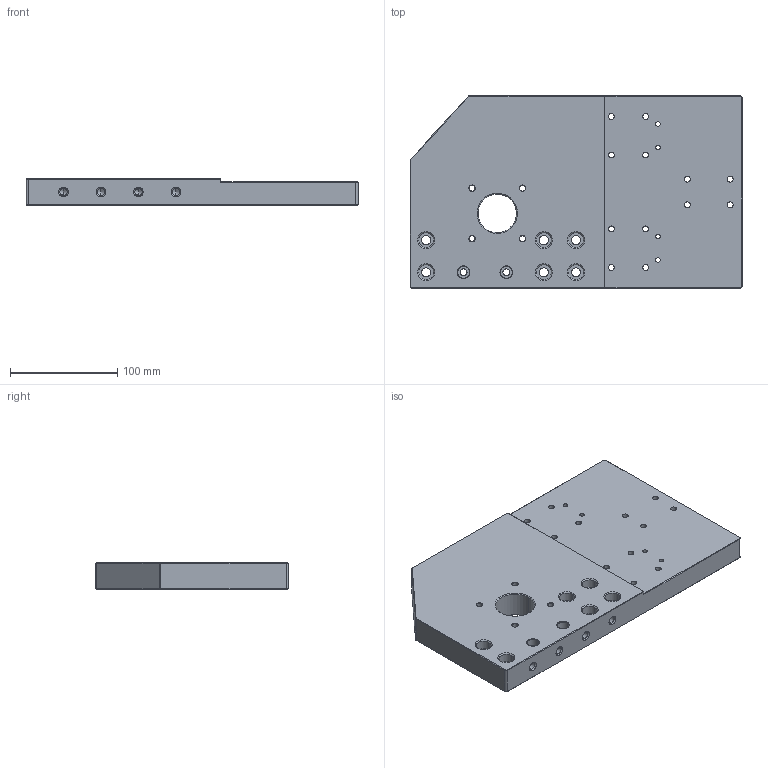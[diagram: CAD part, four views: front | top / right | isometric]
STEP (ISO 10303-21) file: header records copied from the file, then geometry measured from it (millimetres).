
FILE_DESCRIPTION (( 'STEP AP214' ), '1' );
FILE_NAME ('CNCR-GT-004.STEP', '2025-06-07T12:46:05', ( '' ), ( '' ), 'SwSTEP 2.0', 'SolidWorks 2023', '' );
FILE_SCHEMA (( 'AUTOMOTIVE_DESIGN' ));
Length unit declared in the file: millimetre
Products named in the file (1): CNCR-GT-004
Bounding box: 310 x 180 x 25 mm (x, y, z)
Volume: 1225419.1 mm3; surface area: 145335.6 mm2
Topology: 1 solids, 1 shells, 259 faces, 591 edges, 350 vertices
Faces by surface type: cylinder 111, cone 102, plane 46
Entity records: 7364 total; most frequent: DIRECTION 1419, CARTESIAN_POINT 1193, ORIENTED_EDGE 1166, EDGE_CURVE 583, AXIS2_PLACEMENT_3D 576, VERTEX_POINT 350, EDGE_LOOP 341, CIRCLE 316
